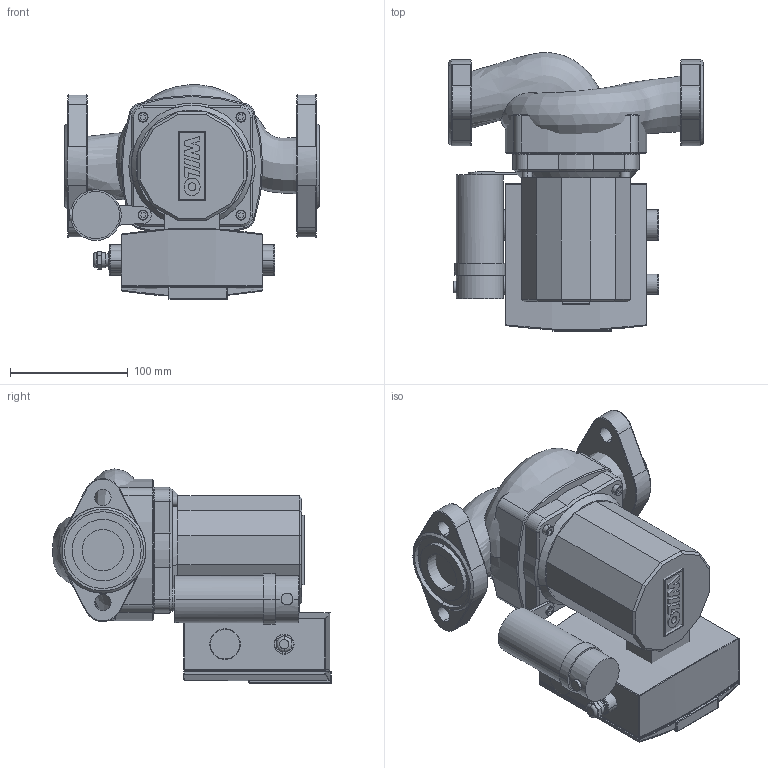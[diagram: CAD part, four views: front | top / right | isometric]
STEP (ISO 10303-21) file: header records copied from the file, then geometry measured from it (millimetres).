
FILE_DESCRIPTION((''),'2;1');
FILE_NAME('3d_TOP-S 1.25x35 115V-2067544.stp','2009-12-21T08:58:47',(''),(''),'Mechanical Desktop 2008','Mechanical Desktop 2008',', , ');
FILE_SCHEMA(('CONFIG_CONTROL_DESIGN'));
Length unit declared in the file: inch
Products named in the file (1): Product
Bounding box: 215.9 x 236.18 x 181.55 mm (x, y, z)
Volume: 3180352.4 mm3; surface area: 301270.7 mm2
Topology: 14 solids, 14 shells, 468 faces, 1063 edges, 631 vertices
Faces by surface type: plane 218, cylinder 112, bspline 62, cone 28, torus 26, sphere 22
Entity records: 21177 total; most frequent: CARTESIAN_POINT 10715, DIRECTION 2205, ORIENTED_EDGE 2098, EDGE_CURVE 1049, AXIS2_PLACEMENT_3D 810, VERTEX_POINT 631, VECTOR 585, LINE 585
